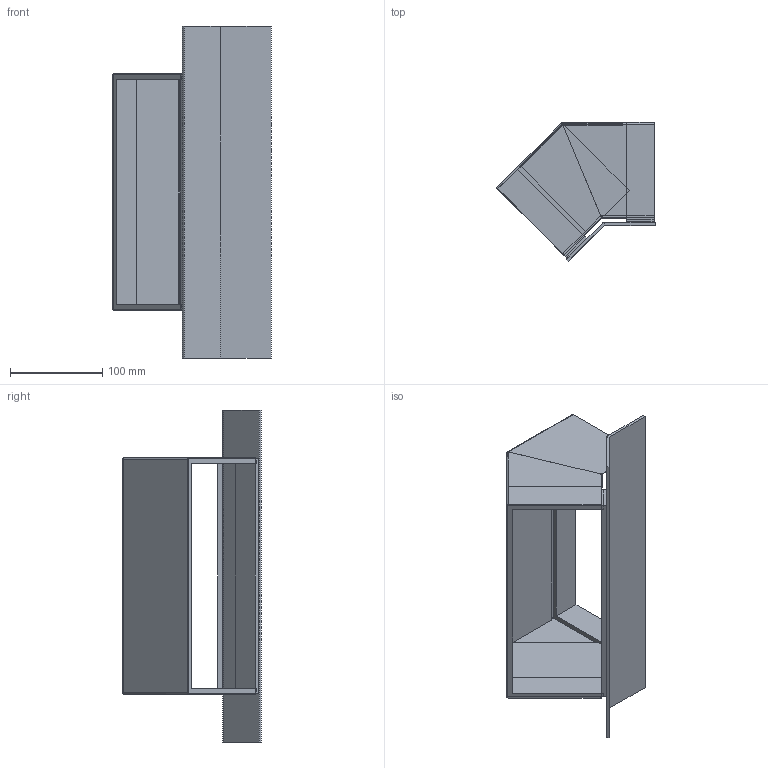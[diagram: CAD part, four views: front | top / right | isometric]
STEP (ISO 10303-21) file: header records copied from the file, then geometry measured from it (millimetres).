
FILE_DESCRIPTION (( 'STEP AP214' ), '1' );
FILE_NAME ('7216455.stp', '2017-05-18T11:06:39', ( '' ), ( '' ), 'SwSTEP 2.0', 'SolidWorks 2016', '' );
FILE_SCHEMA (( 'AUTOMOTIVE_DESIGN' ));
Length unit declared in the file: millimetre
Products named in the file (8): P_39438000_1_65x254; P_39438000_1_65x102SM-FLAT-PATTERN; 041679_Standard; 041679T1_Standard; P_7215423T1_1_f〉 BSKM100250 AE Wand; P_7215423T1_1_F〉 BSKM100250 OT; 041459_Standard; 7216455
Assembly tree (11 placements, depth 3):
  7216455
    041459_Standard
    P_7215423T1_1_F〉 BSKM100250 OT  x2
    P_7215423T1_1_f〉 BSKM100250 AE Wand  x2
    041679_Standard
      041679T1_Standard
    P_39438000_1_65x102SM-FLAT-PATTERN  x2
    P_39438000_1_65x254  x2
Bounding box: 172.11 x 150.47 x 360 mm (x, y, z)
Volume: 517590.8 mm3; surface area: 446387.7 mm2
Topology: 10 solids, 10 shells, 136 faces, 290 edges, 174 vertices
Faces by surface type: plane 102, cylinder 26, bspline 8
Entity records: 3234 total; most frequent: CARTESIAN_POINT 771, DIRECTION 440, ORIENTED_EDGE 436, EDGE_CURVE 218, VECTOR 158, LINE 158, AXIS2_PLACEMENT_3D 141, VERTEX_POINT 126
